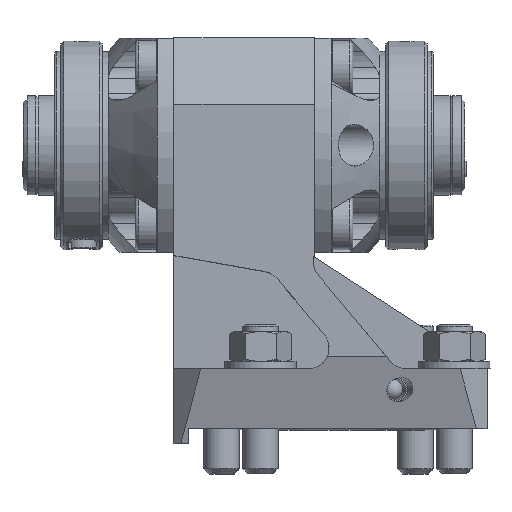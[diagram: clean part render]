
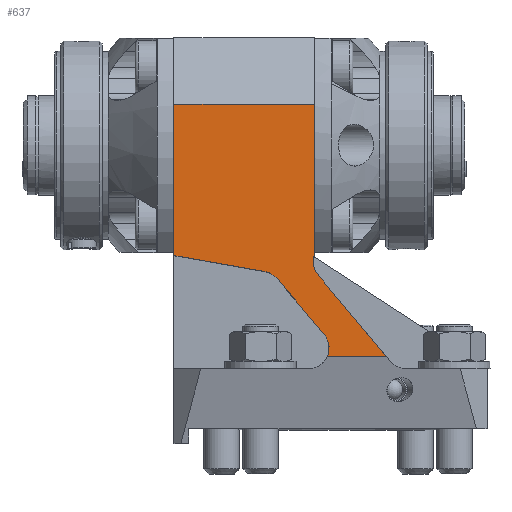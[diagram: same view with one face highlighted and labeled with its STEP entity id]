
A CAD part, top view. The second image highlights one B-rep face of the part: STEP entity #637.
In plain terms, the highlighted planar face has unit normal (0, 0, 1).
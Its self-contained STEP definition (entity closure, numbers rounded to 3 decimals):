
#351 = CARTESIAN_POINT ( 'NONE',  ( -10., 27., 51. ) ) ;
#482 = CARTESIAN_POINT ( 'NONE',  ( -3.585, 24.198, 51. ) ) ;
#518 = DIRECTION ( 'NONE',  ( 1., 0., 0. ) ) ;
#600 = FACE_OUTER_BOUND ( 'NONE', #13726, .T. ) ;
#637 = ADVANCED_FACE ( 'NONE', ( #600 ), #10498, .T. ) ;
#644 = VERTEX_POINT ( 'NONE', #11659 ) ;
#685 = VERTEX_POINT ( 'NONE', #14245 ) ;
#944 = AXIS2_PLACEMENT_3D ( 'NONE', #351, #11254, #1541 ) ;
#996 = VECTOR ( 'NONE', #6051, 1000. ) ;
#1114 = CARTESIAN_POINT ( 'NONE',  ( -24.499, 52.622, 51. ) ) ;
#1259 = VERTEX_POINT ( 'NONE', #4669 ) ;
#1265 = VECTOR ( 'NONE', #10778, 1000. ) ;
#1541 = DIRECTION ( 'NONE',  ( 1., 0., 0. ) ) ;
#1658 = VECTOR ( 'NONE', #10202, 1000. ) ;
#1990 = CARTESIAN_POINT ( 'NONE',  ( -55., 58., 51. ) ) ;
#2036 = CIRCLE ( 'NONE', #13255, 7. ) ;
#2279 = VERTEX_POINT ( 'NONE', #1990 ) ;
#2326 = DIRECTION ( 'NONE',  ( 0.643, -0.766, 0. ) ) ;
#2757 = DIRECTION ( 'NONE',  ( 1., 0., 0. ) ) ;
#2854 = VERTEX_POINT ( 'NONE', #482 ) ;
#3242 = VECTOR ( 'NONE', #12409, 1000. ) ;
#3519 = CIRCLE ( 'NONE', #4251, 7. ) ;
#3630 = EDGE_CURVE ( 'NONE', #2279, #1259, #11218, .T. ) ;
#4251 = AXIS2_PLACEMENT_3D ( 'NONE', #10934, #14750, #7421 ) ;
#4283 = ORIENTED_EDGE ( 'NONE', *, *, #5636, .F. ) ;
#4332 = LINE ( 'NONE', #14078, #1658 ) ;
#4539 = ORIENTED_EDGE ( 'NONE', *, *, #6824, .F. ) ;
#4602 = CIRCLE ( 'NONE', #944, 7. ) ;
#4669 = CARTESIAN_POINT ( 'NONE',  ( -55., 108.665, 51. ) ) ;
#5105 = CARTESIAN_POINT ( 'NONE',  ( -55., 24.198, 51. ) ) ;
#5308 = EDGE_CURVE ( 'NONE', #11775, #10759, #4332, .T. ) ;
#5339 = VECTOR ( 'NONE', #11701, 1000. ) ;
#5510 = VERTEX_POINT ( 'NONE', #8997 ) ;
#5563 = DIRECTION ( 'NONE',  ( 1., 0., 0. ) ) ;
#5636 = EDGE_CURVE ( 'NONE', #10759, #644, #2036, .T. ) ;
#6051 = DIRECTION ( 'NONE',  ( -0.643, 0.766, 0. ) ) ;
#6123 = EDGE_CURVE ( 'NONE', #2854, #685, #6215, .T. ) ;
#6215 = LINE ( 'NONE', #5105, #15631 ) ;
#6635 = DIRECTION ( 'NONE',  ( 0., 0., 1. ) ) ;
#6824 = EDGE_CURVE ( 'NONE', #5510, #8708, #3519, .T. ) ;
#7019 = DIRECTION ( 'NONE',  ( 0., 0., 1. ) ) ;
#7421 = DIRECTION ( 'NONE',  ( -1., 0., 0. ) ) ;
#7809 = AXIS2_PLACEMENT_3D ( 'NONE', #12900, #7019, #5563 ) ;
#7846 = LINE ( 'NONE', #10422, #5339 ) ;
#8609 = LINE ( 'NONE', #11909, #11655 ) ;
#8708 = VERTEX_POINT ( 'NONE', #1114 ) ;
#8997 = CARTESIAN_POINT ( 'NONE',  ( -20.353, 50.228, 51. ) ) ;
#9036 = CARTESIAN_POINT ( 'NONE',  ( -1.303, 55.963, 51. ) ) ;
#9415 = EDGE_CURVE ( 'NONE', #8708, #2279, #12066, .T. ) ;
#9780 = ORIENTED_EDGE ( 'NONE', *, *, #9415, .F. ) ;
#9786 = LINE ( 'NONE', #13478, #996 ) ;
#10202 = DIRECTION ( 'NONE',  ( 0., -1., 0. ) ) ;
#10258 = ORIENTED_EDGE ( 'NONE', *, *, #12159, .F. ) ;
#10301 = ORIENTED_EDGE ( 'NONE', *, *, #11325, .F. ) ;
#10323 = EDGE_CURVE ( 'NONE', #1259, #11775, #7846, .T. ) ;
#10422 = CARTESIAN_POINT ( 'NONE',  ( -55., 108.665, 51. ) ) ;
#10498 = PLANE ( 'NONE',  #7809 ) ;
#10759 = VERTEX_POINT ( 'NONE', #13435 ) ;
#10778 = DIRECTION ( 'NONE',  ( 0., 1., 0. ) ) ;
#10781 = ORIENTED_EDGE ( 'NONE', *, *, #6123, .T. ) ;
#10934 = CARTESIAN_POINT ( 'NONE',  ( -25.715, 45.728, 51. ) ) ;
#11218 = LINE ( 'NONE', #11900, #1265 ) ;
#11254 = DIRECTION ( 'NONE',  ( 0., 0., 1. ) ) ;
#11325 = EDGE_CURVE ( 'NONE', #12723, #5510, #9786, .T. ) ;
#11395 = CARTESIAN_POINT ( 'NONE',  ( -8., 108.665, 51. ) ) ;
#11655 = VECTOR ( 'NONE', #2326, 1000. ) ;
#11659 = CARTESIAN_POINT ( 'NONE',  ( -6.665, 51.464, 51. ) ) ;
#11701 = DIRECTION ( 'NONE',  ( 1., 0., 0. ) ) ;
#11775 = VERTEX_POINT ( 'NONE', #11395 ) ;
#11900 = CARTESIAN_POINT ( 'NONE',  ( -55., -5., 51. ) ) ;
#11909 = CARTESIAN_POINT ( 'NONE',  ( 17.638, 22.5, 51. ) ) ;
#11980 = CARTESIAN_POINT ( 'NONE',  ( -4.638, 31.5, 51. ) ) ;
#12041 = ORIENTED_EDGE ( 'NONE', *, *, #10323, .F. ) ;
#12066 = LINE ( 'NONE', #14884, #3242 ) ;
#12159 = EDGE_CURVE ( 'NONE', #2854, #12723, #4602, .T. ) ;
#12409 = DIRECTION ( 'NONE',  ( -0.985, 0.174, 0. ) ) ;
#12700 = ORIENTED_EDGE ( 'NONE', *, *, #3630, .F. ) ;
#12723 = VERTEX_POINT ( 'NONE', #11980 ) ;
#12900 = CARTESIAN_POINT ( 'NONE',  ( -7.2, 58., 51. ) ) ;
#13078 = ORIENTED_EDGE ( 'NONE', *, *, #13129, .F. ) ;
#13129 = EDGE_CURVE ( 'NONE', #644, #685, #8609, .T. ) ;
#13255 = AXIS2_PLACEMENT_3D ( 'NONE', #9036, #6635, #518 ) ;
#13435 = CARTESIAN_POINT ( 'NONE',  ( -8., 58., 51. ) ) ;
#13478 = CARTESIAN_POINT ( 'NONE',  ( -4.638, 31.5, 51. ) ) ;
#13726 = EDGE_LOOP ( 'NONE', ( #10258, #10781, #13078, #4283, #14806, #12041, #12700, #9780, #4539, #10301 ) ) ;
#14078 = CARTESIAN_POINT ( 'NONE',  ( -8., 131., 51. ) ) ;
#14245 = CARTESIAN_POINT ( 'NONE',  ( 16.213, 24.198, 51. ) ) ;
#14750 = DIRECTION ( 'NONE',  ( 0., 0., 1. ) ) ;
#14806 = ORIENTED_EDGE ( 'NONE', *, *, #5308, .F. ) ;
#14884 = CARTESIAN_POINT ( 'NONE',  ( -24.499, 52.622, 51. ) ) ;
#15631 = VECTOR ( 'NONE', #2757, 1000. ) ;
